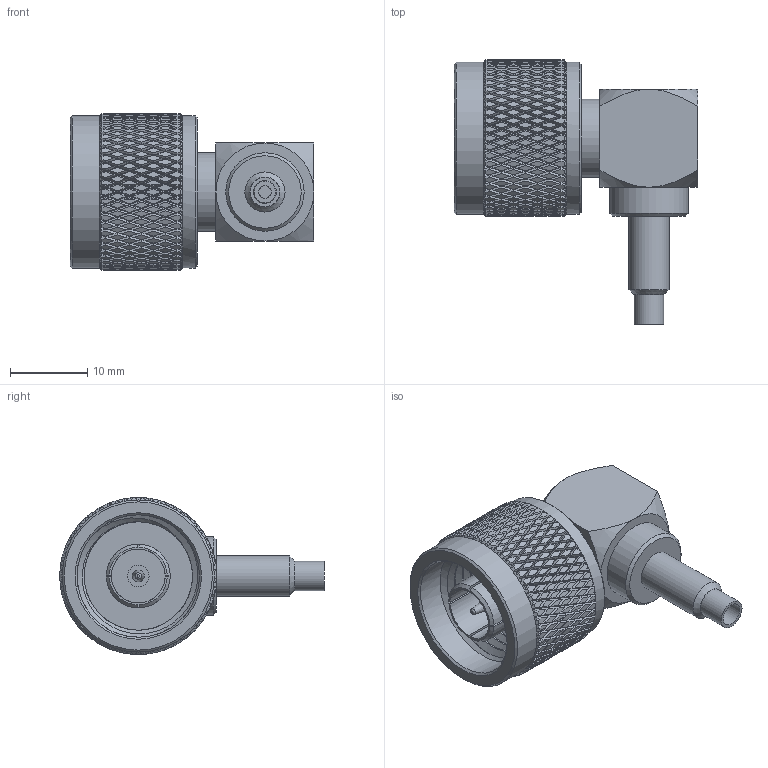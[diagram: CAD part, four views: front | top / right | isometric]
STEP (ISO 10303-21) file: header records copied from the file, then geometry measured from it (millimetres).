
FILE_DESCRIPTION (( 'STEP AP203' ), '1' );
FILE_NAME ('PE44675.step', '2019-12-07T00:14:13', ( '' ), ( '' ), 'SwSTEP 2.0', 'SolidWorks 2018', '' );
FILE_SCHEMA (( 'CONFIG_CONTROL_DESIGN' ));
Products named in the file (1): PE44675
Bounding box: 31.6 x 34.24 x 20.32 mm (x, y, z)
Volume: 6263.5 mm3; surface area: 4731.8 mm2
Topology: 3 solids, 3 shells, 2337 faces, 4986 edges, 2666 vertices
Faces by surface type: bspline 1795, cylinder 458, plane 59, cone 24, torus 1
Full cylindrical faces by diameter (mm): 1.524 x1, 1.6 x2, 2.794 x1, 3 x1, 3.8 x3, 4.4 x1, 5.2 x1, 6.985 x1, 8.255 x1, 10.16 x2, 15.875 x5, 19.715 x2
Entity records: 90751 total; most frequent: CARTESIAN_POINT 60811, ORIENTED_EDGE 9860, EDGE_CURVE 4930, VERTEX_POINT 2644, EDGE_LOOP 2374, FACE_OUTER_BOUND 2350, ADVANCED_FACE 2332, B_SPLINE_CURVE_WITH_KNOTS 2120
